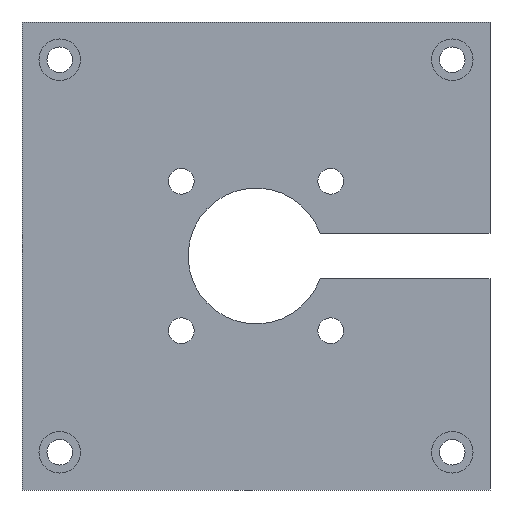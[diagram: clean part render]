
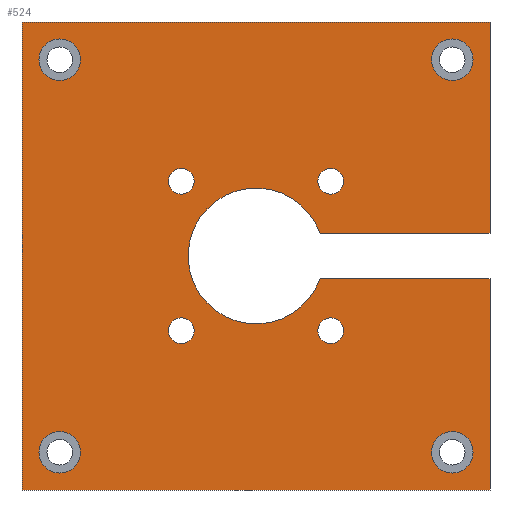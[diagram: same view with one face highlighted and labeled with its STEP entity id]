
A CAD part, front view. The second image highlights one B-rep face of the part: STEP entity #524.
In plain terms, the highlighted planar face has unit normal (0, -1, 0).
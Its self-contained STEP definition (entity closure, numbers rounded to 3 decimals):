
#64=FACE_BOUND('',#206,.T.);
#65=FACE_BOUND('',#207,.T.);
#66=FACE_BOUND('',#208,.T.);
#67=FACE_BOUND('',#209,.T.);
#68=FACE_BOUND('',#210,.T.);
#69=FACE_BOUND('',#211,.T.);
#70=FACE_BOUND('',#212,.T.);
#71=FACE_BOUND('',#213,.T.);
#83=CIRCLE('',#544,2.75);
#86=CIRCLE('',#550,2.75);
#89=CIRCLE('',#556,2.75);
#92=CIRCLE('',#562,2.75);
#95=CIRCLE('',#569,1.7);
#98=CIRCLE('',#575,1.7);
#101=CIRCLE('',#581,1.7);
#104=CIRCLE('',#587,1.7);
#105=CIRCLE('',#589,9.);
#139=FACE_OUTER_BOUND('',#205,.T.);
#205=EDGE_LOOP('',(#458,#459,#460,#461,#462,#463,#464,#465));
#206=EDGE_LOOP('',(#466));
#207=EDGE_LOOP('',(#467));
#208=EDGE_LOOP('',(#468));
#209=EDGE_LOOP('',(#469));
#210=EDGE_LOOP('',(#470));
#211=EDGE_LOOP('',(#471));
#212=EDGE_LOOP('',(#472));
#213=EDGE_LOOP('',(#473));
#217=LINE('',#764,#239);
#219=LINE('',#770,#241);
#227=LINE('',#803,#249);
#229=LINE('',#882,#251);
#232=LINE('',#886,#254);
#234=LINE('',#890,#256);
#235=LINE('',#892,#257);
#239=VECTOR('',#602,10.);
#241=VECTOR('',#606,10.);
#249=VECTOR('',#636,10.);
#251=VECTOR('',#740,10.);
#254=VECTOR('',#745,10.);
#256=VECTOR('',#749,10.);
#257=VECTOR('',#752,10.);
#259=VERTEX_POINT('',#758);
#261=VERTEX_POINT('',#762);
#262=VERTEX_POINT('',#766);
#264=VERTEX_POINT('',#769);
#278=VERTEX_POINT('',#802);
#281=VERTEX_POINT('',#811);
#284=VERTEX_POINT('',#820);
#287=VERTEX_POINT('',#829);
#290=VERTEX_POINT('',#838);
#293=VERTEX_POINT('',#848);
#296=VERTEX_POINT('',#857);
#299=VERTEX_POINT('',#866);
#302=VERTEX_POINT('',#875);
#303=VERTEX_POINT('',#880);
#304=VERTEX_POINT('',#881);
#305=VERTEX_POINT('',#888);
#309=EDGE_CURVE('',#259,#261,#217,.T.);
#311=EDGE_CURVE('',#264,#262,#219,.T.);
#328=EDGE_CURVE('',#278,#264,#227,.T.);
#332=EDGE_CURVE('',#281,#281,#83,.T.);
#335=EDGE_CURVE('',#284,#284,#86,.T.);
#338=EDGE_CURVE('',#287,#287,#89,.T.);
#341=EDGE_CURVE('',#290,#290,#92,.T.);
#344=EDGE_CURVE('',#293,#293,#95,.T.);
#347=EDGE_CURVE('',#296,#296,#98,.T.);
#350=EDGE_CURVE('',#299,#299,#101,.T.);
#353=EDGE_CURVE('',#302,#302,#104,.T.);
#354=EDGE_CURVE('',#262,#259,#105,.T.);
#355=EDGE_CURVE('',#303,#304,#229,.T.);
#358=EDGE_CURVE('',#304,#278,#232,.T.);
#360=EDGE_CURVE('',#261,#305,#234,.T.);
#361=EDGE_CURVE('',#305,#303,#235,.T.);
#458=ORIENTED_EDGE('',*,*,#309,.T.);
#459=ORIENTED_EDGE('',*,*,#360,.T.);
#460=ORIENTED_EDGE('',*,*,#361,.T.);
#461=ORIENTED_EDGE('',*,*,#355,.T.);
#462=ORIENTED_EDGE('',*,*,#358,.T.);
#463=ORIENTED_EDGE('',*,*,#328,.T.);
#464=ORIENTED_EDGE('',*,*,#311,.T.);
#465=ORIENTED_EDGE('',*,*,#354,.T.);
#466=ORIENTED_EDGE('',*,*,#332,.T.);
#467=ORIENTED_EDGE('',*,*,#335,.T.);
#468=ORIENTED_EDGE('',*,*,#338,.T.);
#469=ORIENTED_EDGE('',*,*,#341,.T.);
#470=ORIENTED_EDGE('',*,*,#344,.T.);
#471=ORIENTED_EDGE('',*,*,#347,.T.);
#472=ORIENTED_EDGE('',*,*,#350,.T.);
#473=ORIENTED_EDGE('',*,*,#353,.T.);
#490=PLANE('',#594);
#524=ADVANCED_FACE('',(#139,#64,#65,#66,#67,#68,#69,#70,#71),#490,.F.);
#544=AXIS2_PLACEMENT_3D('',#812,#646,#647);
#550=AXIS2_PLACEMENT_3D('',#821,#658,#659);
#556=AXIS2_PLACEMENT_3D('',#830,#670,#671);
#562=AXIS2_PLACEMENT_3D('',#839,#682,#683);
#569=AXIS2_PLACEMENT_3D('',#849,#696,#697);
#575=AXIS2_PLACEMENT_3D('',#858,#708,#709);
#581=AXIS2_PLACEMENT_3D('',#867,#720,#721);
#587=AXIS2_PLACEMENT_3D('',#876,#732,#733);
#589=AXIS2_PLACEMENT_3D('',#878,#736,#737);
#594=AXIS2_PLACEMENT_3D('',#893,#753,#754);
#602=DIRECTION('',(1.,0.,0.));
#606=DIRECTION('',(-1.,0.,0.));
#636=DIRECTION('',(0.,0.,1.));
#646=DIRECTION('center_axis',(0.,1.,0.));
#647=DIRECTION('ref_axis',(1.,0.,0.));
#658=DIRECTION('center_axis',(0.,1.,0.));
#659=DIRECTION('ref_axis',(1.,0.,0.));
#670=DIRECTION('center_axis',(0.,1.,0.));
#671=DIRECTION('ref_axis',(1.,0.,0.));
#682=DIRECTION('center_axis',(0.,1.,0.));
#683=DIRECTION('ref_axis',(1.,0.,0.));
#696=DIRECTION('center_axis',(0.,1.,0.));
#697=DIRECTION('ref_axis',(0.,0.,1.));
#708=DIRECTION('center_axis',(0.,1.,0.));
#709=DIRECTION('ref_axis',(-1.,0.,0.));
#720=DIRECTION('center_axis',(0.,1.,0.));
#721=DIRECTION('ref_axis',(0.,0.,-1.));
#732=DIRECTION('center_axis',(0.,1.,0.));
#733=DIRECTION('ref_axis',(1.,0.,0.));
#736=DIRECTION('center_axis',(0.,1.,0.));
#737=DIRECTION('ref_axis',(1.,0.,0.));
#740=DIRECTION('',(0.,0.,-1.));
#745=DIRECTION('',(1.,0.,0.));
#749=DIRECTION('',(0.,0.,1.));
#752=DIRECTION('',(-1.,0.,0.));
#753=DIRECTION('center_axis',(0.,1.,0.));
#754=DIRECTION('ref_axis',(0.,0.,1.));
#758=CARTESIAN_POINT('',(-22.515,0.,-28.));
#762=CARTESIAN_POINT('',(0.,0.,-28.));
#764=CARTESIAN_POINT('',(-28.,0.,-28.));
#766=CARTESIAN_POINT('',(-22.515,0.,-34.));
#769=CARTESIAN_POINT('',(0.,0.,-34.));
#770=CARTESIAN_POINT('',(-15.5,0.,-34.));
#802=CARTESIAN_POINT('',(0.,0.,-62.));
#803=CARTESIAN_POINT('',(0.,0.,-62.));
#811=CARTESIAN_POINT('',(-2.25,0.,-57.));
#812=CARTESIAN_POINT('Origin',(-5.,0.,-57.));
#820=CARTESIAN_POINT('',(-2.25,0.,-5.));
#821=CARTESIAN_POINT('Origin',(-5.,0.,-5.));
#829=CARTESIAN_POINT('',(-54.25,0.,-5.));
#830=CARTESIAN_POINT('Origin',(-57.,0.,-5.));
#838=CARTESIAN_POINT('',(-54.25,0.,-57.));
#839=CARTESIAN_POINT('Origin',(-57.,0.,-57.));
#848=CARTESIAN_POINT('',(-40.899,0.,-22.801));
#849=CARTESIAN_POINT('Origin',(-40.899,0.,-21.101));
#857=CARTESIAN_POINT('',(-39.199,0.,-40.899));
#858=CARTESIAN_POINT('Origin',(-40.899,0.,-40.899));
#866=CARTESIAN_POINT('',(-21.101,0.,-39.199));
#867=CARTESIAN_POINT('Origin',(-21.101,0.,-40.899));
#875=CARTESIAN_POINT('',(-22.801,0.,-21.101));
#876=CARTESIAN_POINT('Origin',(-21.101,0.,-21.101));
#878=CARTESIAN_POINT('Origin',(-31.,0.,-31.));
#880=CARTESIAN_POINT('',(-62.,0.,0.));
#881=CARTESIAN_POINT('',(-62.,0.,-62.));
#882=CARTESIAN_POINT('',(-62.,0.,0.));
#886=CARTESIAN_POINT('',(-62.,0.,-62.));
#888=CARTESIAN_POINT('',(0.,0.,0.));
#890=CARTESIAN_POINT('',(0.,0.,-62.));
#892=CARTESIAN_POINT('',(0.,0.,0.));
#893=CARTESIAN_POINT('Origin',(-31.,0.,-31.));
